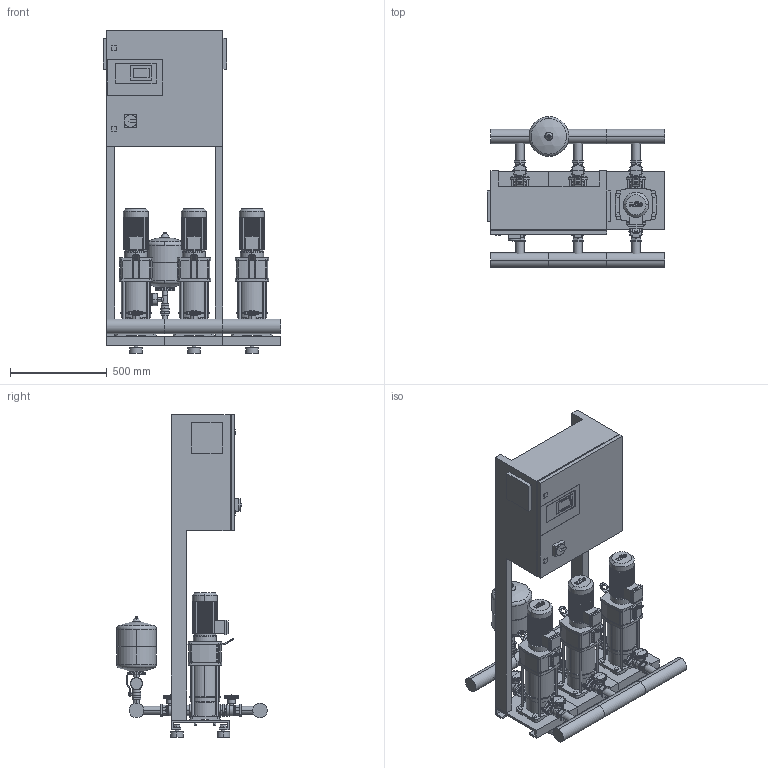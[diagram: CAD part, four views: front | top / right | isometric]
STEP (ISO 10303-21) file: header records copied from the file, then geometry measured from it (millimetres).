
FILE_DESCRIPTION((''),'2;1');
FILE_NAME('3d_CO-3HELIXV603_K_CC-01-2535324.stp','2016-01-25T09:27:33',(''),(''),'Mechanical Desktop 2009','Mechanical Desktop 2009',', , ');
FILE_SCHEMA(('CONFIG_CONTROL_DESIGN'));
Length unit declared in the file: millimetre
Products named in the file (1): Product
Bounding box: 920 x 780.05 x 1670 mm (x, y, z)
Volume: 156205912.7 mm3; surface area: 7136793.9 mm2
Topology: 126 solids, 126 shells, 3770 faces, 9619 edges, 6321 vertices
Faces by surface type: plane 1739, cylinder 1035, bspline 816, cone 156, torus 22, sphere 2
Entity records: 120191 total; most frequent: CARTESIAN_POINT 29053, ORIENTED_EDGE 19214, DIRECTION 17894, EDGE_CURVE 9607, VERTEX_POINT 6315, VECTOR 6314, LINE 6314, AXIS2_PLACEMENT_3D 5790
